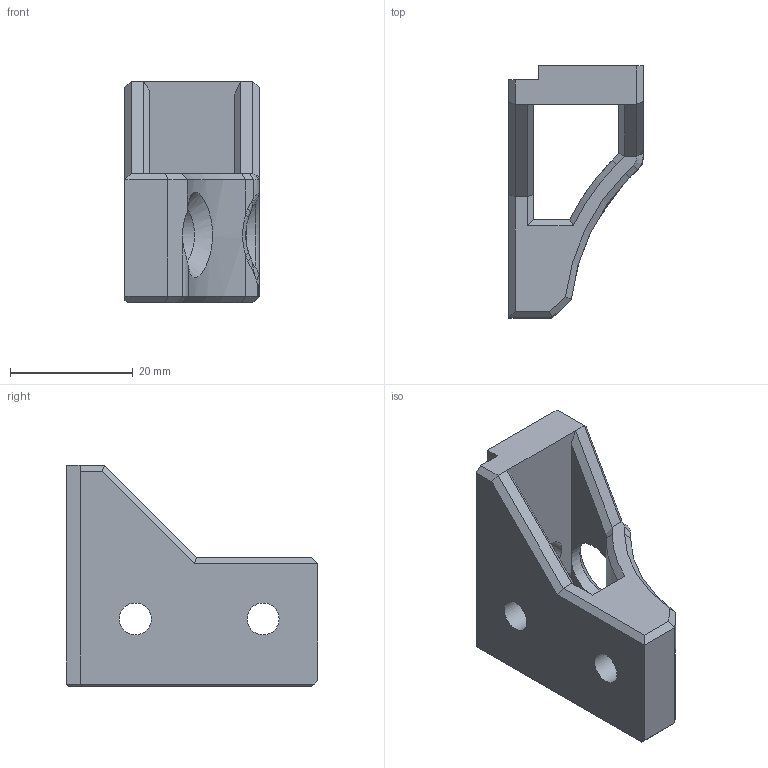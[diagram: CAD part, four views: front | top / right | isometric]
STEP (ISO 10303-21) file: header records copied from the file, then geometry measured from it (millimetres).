
FILE_DESCRIPTION(/* description */ (''),/* implementation_level */ '2;1');
FILE_NAME(/* name */ 'Z Drag Chain Mount B v4.step',/* time_stamp */ '2024-02-10T14:38:07-05:00',/* author */ (''),/* organization */ (''),/* preprocessor_version */ 'ST-DEVELOPER v20',/* originating_system */ 'Autodesk Translation Framework v12.20.1.177',/* authorisation */ '');
FILE_SCHEMA (('AUTOMOTIVE_DESIGN { 1 0 10303 214 3 1 1 }'));
Length unit declared in the file: millimetre
Products named in the file (2): Z Drag Chain Mount B; Z drag chain mount B_1
Assembly tree (1 placements, depth 2):
  Z Drag Chain Mount B
    Z drag chain mount B_1
Bounding box: 21.85 x 41 x 36 mm (x, y, z)
Volume: 10689.6 mm3; surface area: 5968.4 mm2
Topology: 1 solids, 1 shells, 93 faces, 242 edges, 147 vertices
Faces by surface type: plane 50, bspline 22, cylinder 14, cone 6, torus 1
Full cylindrical faces by diameter (mm): 4.7 x3, 5.2 x2, 10 x2
Entity records: 4698 total; most frequent: CARTESIAN_POINT 2481, ORIENTED_EDGE 484, DIRECTION 389, EDGE_CURVE 242, VERTEX_POINT 147, LINE 143, VECTOR 143, AXIS2_PLACEMENT_3D 123
